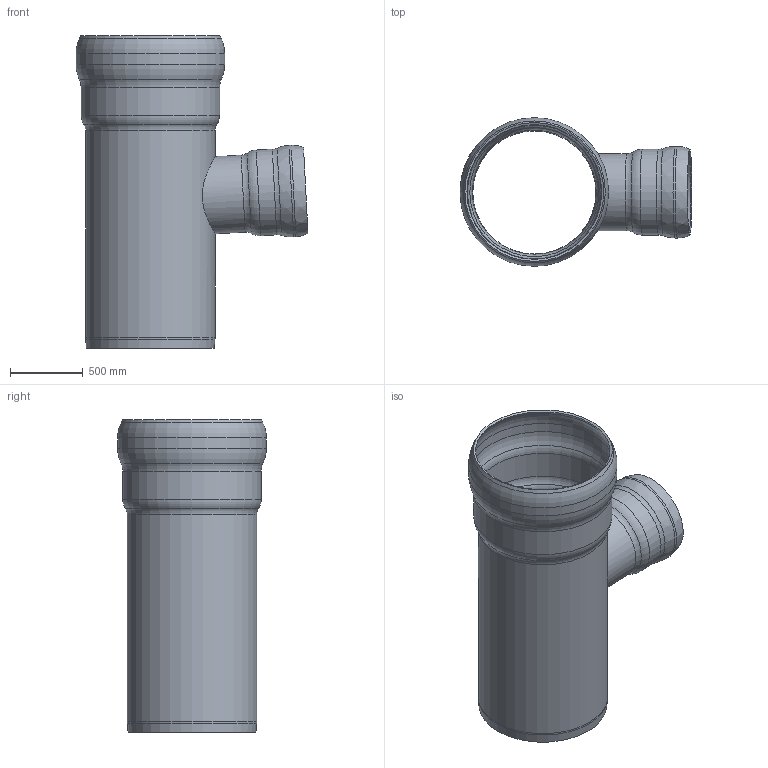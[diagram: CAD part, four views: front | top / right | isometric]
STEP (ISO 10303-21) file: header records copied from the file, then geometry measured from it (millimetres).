
FILE_DESCRIPTION(/* description */ (''),/* implementation_level */ '2;1');
FILE_NAME(/* name */ '00230.MB0X_3D.stp',/* time_stamp */ '2025-02-20T13:00:21+01:00',/* author */ ('CAD'),/* organization */ (''),/* preprocessor_version */ 'ST-DEVELOPER v20',/* originating_system */ 'AutoCAD Mechanical',/* authorisation */ '');
FILE_SCHEMA (('AUTOMOTIVE_DESIGN { 1 0 10303 214 3 1 1 }'));
Length unit declared in the file: centimetre
Products named in the file (2): Product; *S0
Assembly tree (1 placements, depth 2):
  Product
    *S0
Bounding box: 1595.08 x 1022 x 2150 mm (x, y, z)
Volume: 112134586.3 mm3; surface area: 14337198.2 mm2
Topology: 2 solids, 2 shells, 43 faces, 124 edges, 80 vertices
Faces by surface type: torus 18, cylinder 14, cone 7, bspline 4
Full cylindrical faces by diameter (mm): 500 x2, 530 x1, 560 x1, 590 x1, 600 x1, 630 x1, 858 x1, 890 x1, 920 x1, 952 x1, 990 x1, 1022 x1
Entity records: 2070 total; most frequent: CARTESIAN_POINT 842, DIRECTION 286, ORIENTED_EDGE 248, AXIS2_PLACEMENT_3D 132, EDGE_CURVE 124, CIRCLE 90, VERTEX_POINT 80, EDGE_LOOP 44
